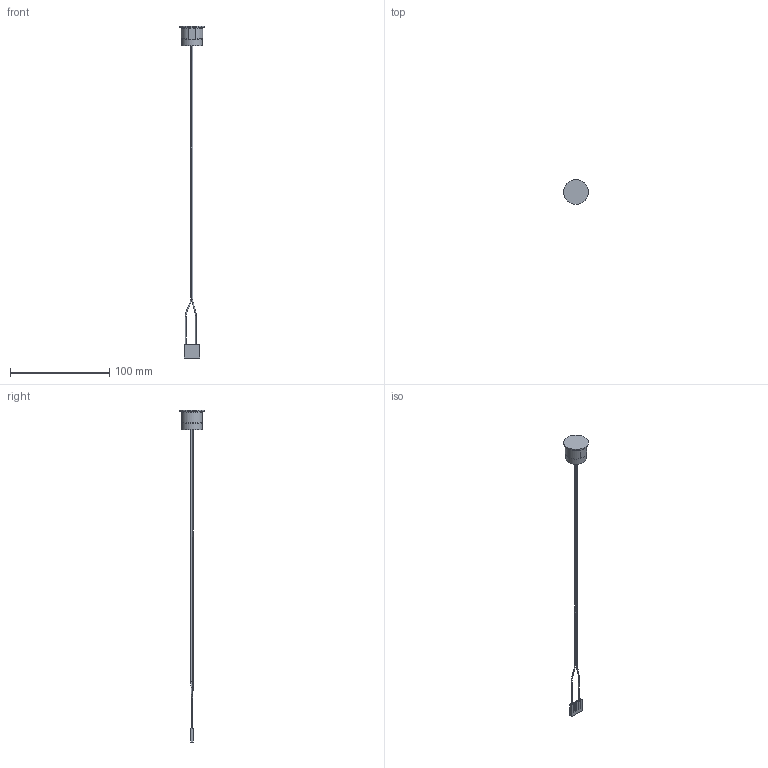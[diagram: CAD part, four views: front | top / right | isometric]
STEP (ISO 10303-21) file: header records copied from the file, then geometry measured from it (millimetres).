
FILE_DESCRIPTION(/* description */ (''),/* implementation_level */ '2;1');
FILE_NAME(/* name */ 'PZ7M2FNNW300.stp',/* time_stamp */ '2023-02-22T12:52:15-06:00',/* author */ ('jmeyers'),/* organization */ (''),/* preprocessor_version */ 'ST-DEVELOPER v18.1',/* originating_system */ 'Autodesk Inventor 2020',/* authorisation */ '');
FILE_SCHEMA (('AUTOMOTIVE_DESIGN { 1 0 10303 214 3 1 1 }'));
Length unit declared in the file: millimetre
Products named in the file (1): 100122270_Shrinkwrap_1
Bounding box: 25 x 25 x 334 mm (x, y, z)
Volume: 8079.5 mm3; surface area: 5289.3 mm2
Topology: 2 solids, 2 shells, 161 faces, 451 edges, 295 vertices
Faces by surface type: plane 125, cylinder 26, torus 6, cone 3, sphere 1
Full cylindrical faces by diameter (mm): 0.7 x2, 1 x6, 20.4 x1, 25 x1
Entity records: 5312 total; most frequent: CARTESIAN_POINT 1050, ORIENTED_EDGE 902, DIRECTION 830, EDGE_CURVE 451, LINE 366, VECTOR 366, VERTEX_POINT 295, AXIS2_PLACEMENT_3D 232
